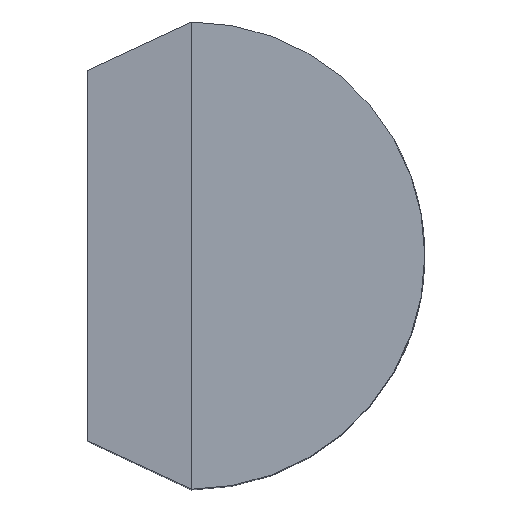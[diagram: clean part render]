
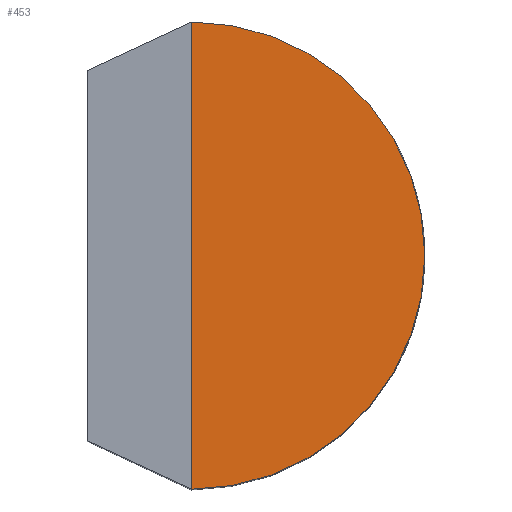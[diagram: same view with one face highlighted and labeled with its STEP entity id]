
A CAD part, top view. The second image highlights one B-rep face of the part: STEP entity #453.
In plain terms, the highlighted planar face has unit normal (0, 0, 1).
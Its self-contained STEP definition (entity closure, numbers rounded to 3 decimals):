
#15=CIRCLE('',#502,2.29);
#41=FACE_OUTER_BOUND('',#72,.T.);
#72=EDGE_LOOP('',(#336,#337));
#108=LINE('',#729,#161);
#161=VECTOR('',#568,10.);
#212=VERTEX_POINT('',#721);
#213=VERTEX_POINT('',#723);
#257=EDGE_CURVE('',#213,#212,#15,.T.);
#260=EDGE_CURVE('',#212,#213,#108,.T.);
#336=ORIENTED_EDGE('',*,*,#260,.T.);
#337=ORIENTED_EDGE('',*,*,#257,.T.);
#423=PLANE('',#504);
#453=ADVANCED_FACE('',(#41),#423,.T.);
#502=AXIS2_PLACEMENT_3D('',#724,#561,#562);
#504=AXIS2_PLACEMENT_3D('',#728,#566,#567);
#561=DIRECTION('center_axis',(0.,0.,1.));
#562=DIRECTION('ref_axis',(1.,0.,0.));
#566=DIRECTION('center_axis',(0.,0.,1.));
#567=DIRECTION('ref_axis',(1.,0.,0.));
#568=DIRECTION('',(0.,-1.,0.));
#721=CARTESIAN_POINT('',(0.,2.29,4.58));
#723=CARTESIAN_POINT('',(0.,-2.29,4.58));
#724=CARTESIAN_POINT('Origin',(0.,0.,4.58));
#728=CARTESIAN_POINT('Origin',(0.,0.,4.58));
#729=CARTESIAN_POINT('',(0.,-0.573,4.58));
